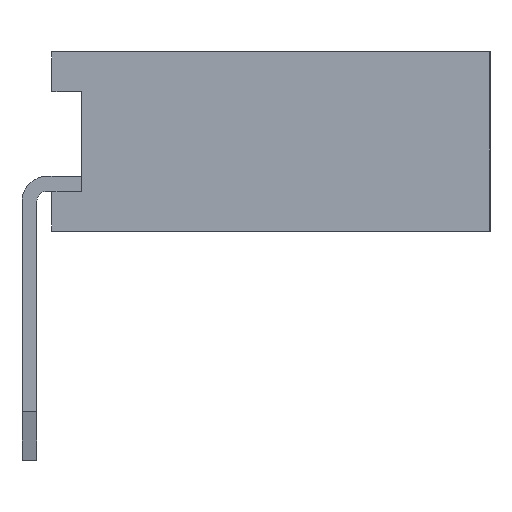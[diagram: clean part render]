
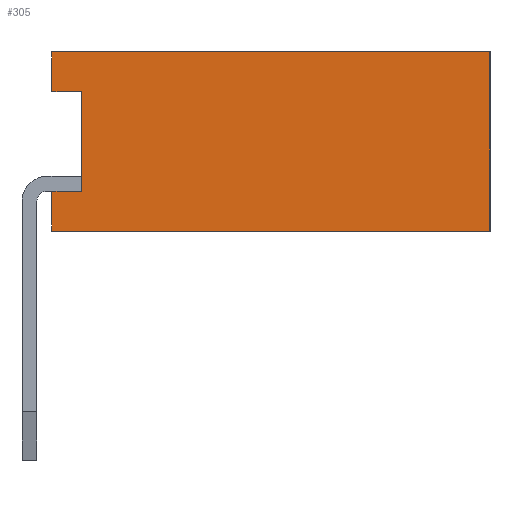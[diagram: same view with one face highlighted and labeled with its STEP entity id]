
A CAD part, left-side view. The second image highlights one B-rep face of the part: STEP entity #305.
In plain terms, the highlighted planar face has unit normal (-1, 0, 0).
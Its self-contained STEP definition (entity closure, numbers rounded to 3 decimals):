
#305=ADVANCED_FACE('',(#9937),#9939,.T.);
#9937=FACE_BOUND('',#9938,.T.);
#9938=EDGE_LOOP('',(#17633,#17634,#17635,#17636,#17637,#17638,#17639,#17640));
#9939=PLANE('',#9940);
#9940=AXIS2_PLACEMENT_3D('',#9941,#9942,#9943);
#9941=CARTESIAN_POINT('',(-0.635,-4.625,0.));
#9942=DIRECTION('',(-1.,0.,0.));
#9943=DIRECTION('',(0.,0.,1.));
#17633=ORIENTED_EDGE('',*,*,#23309,.T.);
#17634=ORIENTED_EDGE('',*,*,#23393,.T.);
#17635=ORIENTED_EDGE('',*,*,#23230,.T.);
#17636=ORIENTED_EDGE('',*,*,#23392,.F.);
#17637=ORIENTED_EDGE('',*,*,#23394,.F.);
#17638=ORIENTED_EDGE('',*,*,#23395,.T.);
#17639=ORIENTED_EDGE('',*,*,#23396,.T.);
#17640=ORIENTED_EDGE('',*,*,#23387,.F.);
#23230=EDGE_CURVE('',#26118,#26115,#26119,.F.);
#23309=EDGE_CURVE('',#26276,#26274,#26277,.F.);
#23387=EDGE_CURVE('',#26276,#26425,#26426,.T.);
#23392=EDGE_CURVE('',#26432,#26115,#26434,.T.);
#23393=EDGE_CURVE('',#26274,#26118,#26435,.T.);
#23394=EDGE_CURVE('',#26436,#26432,#26437,.T.);
#23395=EDGE_CURVE('',#26436,#26438,#26439,.T.);
#23396=EDGE_CURVE('',#26438,#26425,#26440,.T.);
#26115=VERTEX_POINT('',#30853);
#26118=VERTEX_POINT('',#30858);
#26119=LINE('',#30859,#30860);
#26274=VERTEX_POINT('',#31170);
#26276=VERTEX_POINT('',#31174);
#26277=LINE('',#31175,#31176);
#26425=VERTEX_POINT('',#31479);
#26426=LINE('',#31480,#31481);
#26432=VERTEX_POINT('',#31494);
#26434=LINE('',#31498,#31499);
#26435=LINE('',#31501,#31502);
#26436=VERTEX_POINT('',#31504);
#26437=LINE('',#31505,#31506);
#26438=VERTEX_POINT('',#31508);
#26439=LINE('',#31509,#31510);
#26440=LINE('',#31512,#31513);
#30853=CARTESIAN_POINT('',(-0.635,-0.225,0.4));
#30858=CARTESIAN_POINT('',(-0.635,-0.525,0.4));
#30859=CARTESIAN_POINT('',(-0.635,-0.225,0.4));
#30860=VECTOR('',#30861,1.);
#30861=DIRECTION('',(0.,-1.,0.));
#31170=CARTESIAN_POINT('',(-0.635,-0.525,1.4));
#31174=CARTESIAN_POINT('',(-0.635,-0.225,1.4));
#31175=CARTESIAN_POINT('',(-0.635,-0.525,1.4));
#31176=VECTOR('',#31177,1.);
#31177=DIRECTION('',(0.,1.,0.));
#31479=CARTESIAN_POINT('',(-0.635,-0.225,1.8));
#31480=CARTESIAN_POINT('',(-0.635,-0.225,1.4));
#31481=VECTOR('',#31482,1.);
#31482=DIRECTION('',(0.,0.,1.));
#31494=CARTESIAN_POINT('',(-0.635,-0.225,0.));
#31498=CARTESIAN_POINT('',(-0.635,-0.225,0.));
#31499=VECTOR('',#31500,1.);
#31500=DIRECTION('',(0.,0.,1.));
#31501=CARTESIAN_POINT('',(-0.635,-0.525,1.4));
#31502=VECTOR('',#31503,1.);
#31503=DIRECTION('',(0.,0.,-1.));
#31504=CARTESIAN_POINT('',(-0.635,-4.625,0.));
#31505=CARTESIAN_POINT('',(-0.635,-4.625,0.));
#31506=VECTOR('',#31507,1.);
#31507=DIRECTION('',(0.,1.,0.));
#31508=CARTESIAN_POINT('',(-0.635,-4.625,1.8));
#31509=CARTESIAN_POINT('',(-0.635,-4.625,0.));
#31510=VECTOR('',#31511,1.);
#31511=DIRECTION('',(0.,0.,1.));
#31512=CARTESIAN_POINT('',(-0.635,-4.625,1.8));
#31513=VECTOR('',#31514,1.);
#31514=DIRECTION('',(0.,1.,0.));
